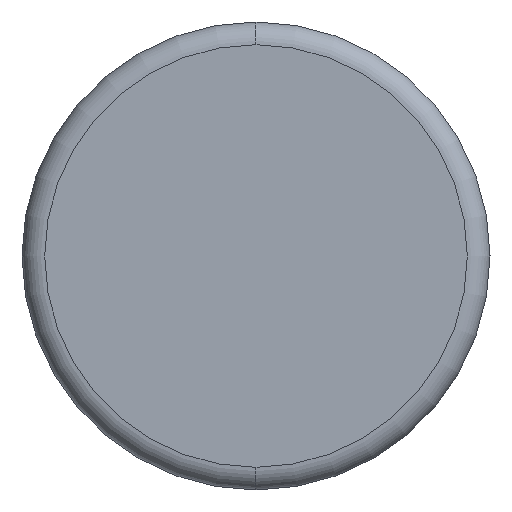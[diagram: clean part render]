
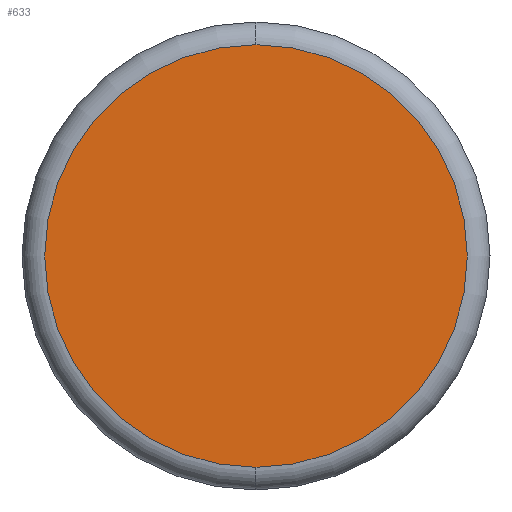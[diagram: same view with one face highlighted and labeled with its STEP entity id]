
A CAD part, left-side view. The second image highlights one B-rep face of the part: STEP entity #633.
In plain terms, the highlighted planar face has unit normal (-1, 0, 0).
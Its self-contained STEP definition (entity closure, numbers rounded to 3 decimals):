
#531=CARTESIAN_POINT('',(-63.45,0.,19.6));
#532=VERTEX_POINT('',#531);
#542=CARTESIAN_POINT('',(-63.45,0.,1.));
#543=VERTEX_POINT('',#542);
#544=CARTESIAN_POINT('',(-63.45,0.,10.3));
#545=DIRECTION('',(1.0,0.0,0.0));
#546=DIRECTION('',(0.0,-1.0,0.0));
#547=AXIS2_PLACEMENT_3D('',#544,#545,#546);
#548=CIRCLE('',#547,9.3);
#549=EDGE_CURVE('',#532,#543,#548,.T.);
#584=CARTESIAN_POINT('',(-63.45,9.3,10.3));
#585=VERTEX_POINT('',#584);
#586=CARTESIAN_POINT('',(-63.45,0.,10.3));
#587=DIRECTION('',(1.0,0.0,0.0));
#588=DIRECTION('',(0.0,-1.0,0.0));
#589=AXIS2_PLACEMENT_3D('',#586,#587,#588);
#590=CIRCLE('',#589,9.3);
#591=EDGE_CURVE('',#543,#585,#590,.T.);
#593=CARTESIAN_POINT('',(-63.45,0.,10.3));
#594=DIRECTION('',(1.0,0.0,0.0));
#595=DIRECTION('',(0.0,-1.0,0.0));
#596=AXIS2_PLACEMENT_3D('',#593,#594,#595);
#597=CIRCLE('',#596,9.3);
#598=EDGE_CURVE('',#585,#532,#597,.T.);
#623=CARTESIAN_POINT('',(-63.45,0.,10.3));
#624=DIRECTION('',(-1.0,0.0,0.0));
#625=DIRECTION('',(0.0,-1.0,0.0));
#626=AXIS2_PLACEMENT_3D('',#623,#624,#625);
#627=PLANE('',#626);
#628=ORIENTED_EDGE('',*,*,#598,.F.);
#629=ORIENTED_EDGE('',*,*,#591,.F.);
#630=ORIENTED_EDGE('',*,*,#549,.F.);
#631=EDGE_LOOP('',(#628,#629,#630));
#632=FACE_OUTER_BOUND('',#631,.T.);
#633=ADVANCED_FACE('',(#632),#627,.T.);
